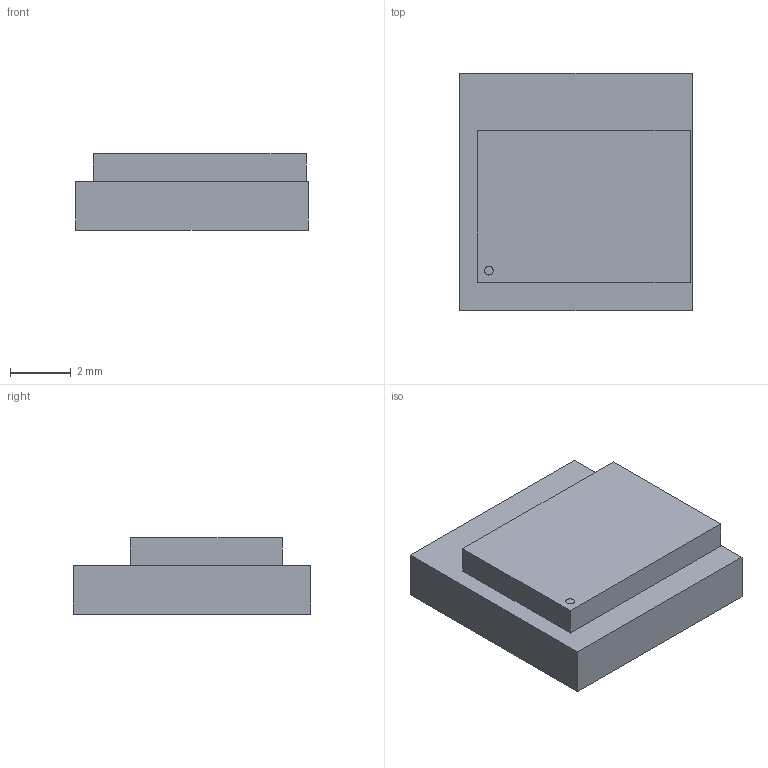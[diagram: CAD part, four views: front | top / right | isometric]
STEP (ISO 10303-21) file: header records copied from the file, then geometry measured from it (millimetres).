
FILE_DESCRIPTION(('Designed by EasyEDA Pro'),'2;1');
FILE_NAME('Open CASCADE Shape Model','2026-02-05T17:58:26',('Author'),( 'Open CASCADE'),'Open CASCADE STEP processor 7.8','Open CASCADE 7.8' ,'Unknown');
FILE_SCHEMA(('AUTOMOTIVE_DESIGN { 1 0 10303 214 1 1 1 1 }'));
Length unit declared in the file: millimetre
Products named in the file (8): EasyEDA PCB Model~mstP; Board~mstP; TopCopper~mstP; BottomCopper~mstP; TopFpcStiffener~mstP; BottomFpcStiffener~mstP; OSC1~OSC-SMD_6P-L7.0-W5.0-P2.54-SIT9121AC-2D3~OSC-SMD_
6P-L7.0-W5.0-P2.54-SIT9121AC-2D3~mstP; OSC-SMD_6P-L7.0-W5.0-P2.54-SIT9121AC-2D3~OSC-SMD_
6P-L7.0-W5.0-P2.54-SIT9121AC-2D3~mstP
Assembly tree (7 placements, depth 3):
  EasyEDA PCB Model~mstP
    Board~mstP
    TopCopper~mstP
    BottomCopper~mstP
    TopFpcStiffener~mstP
    BottomFpcStiffener~mstP
    OSC1~OSC-SMD_6P-L7.0-W5.0-P2.54-SIT9121AC-2D3~OSC-SMD_
6P-L7.0-W5.0-P2.54-SIT9121AC-2D3~mstP
      OSC-SMD_6P-L7.0-W5.0-P2.54-SIT9121AC-2D3~OSC-SMD_
6P-L7.0-W5.0-P2.54-SIT9121AC-2D3~mstP
Bounding box: 7.64 x 7.81 x 2.51 mm (x, y, z)
Volume: 127.1 mm3; surface area: 260.7 mm2
Topology: 2 solids, 2 shells, 106 faces, 264 edges, 176 vertices
Faces by surface type: plane 84, bspline 14, cylinder 8
Entity records: 4893 total; most frequent: CARTESIAN_POINT 1352, ORIENTED_EDGE 528, DIRECTION 452, EDGE_CURVE 264, LINE 220, VECTOR 220, VERTEX_POINT 176, FACE_BOUND 120
